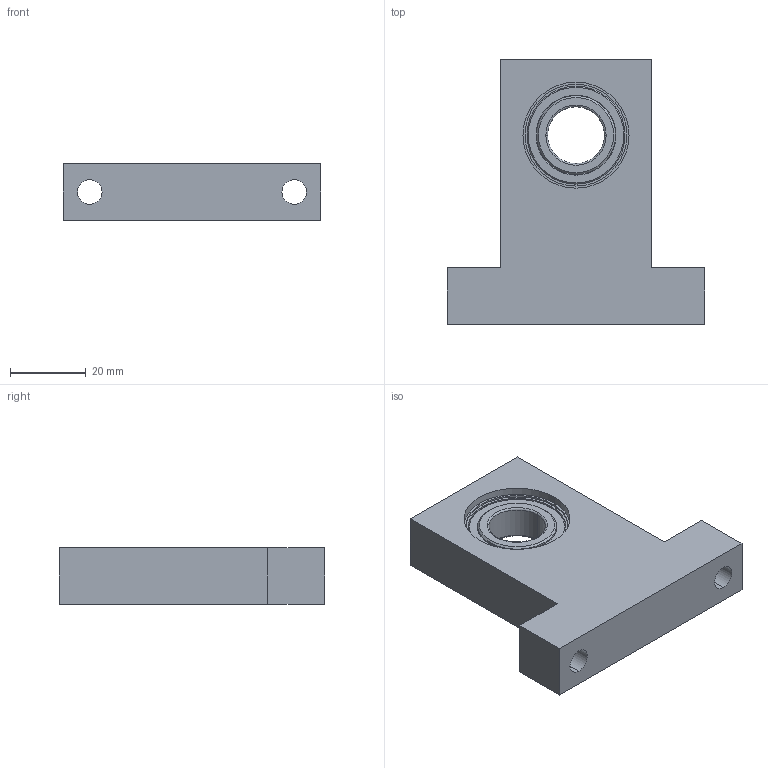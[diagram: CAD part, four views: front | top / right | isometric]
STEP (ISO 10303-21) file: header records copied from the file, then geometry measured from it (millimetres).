
FILE_DESCRIPTION (( 'STEP AP214' ), '1' );
FILE_NAME ('1711021514546.step', '2024-03-21T11:45:18', ( '' ), ( 'Aliyun' ), 'STEP 2.0', 'fa-part.com', '' );
FILE_SCHEMA (( 'AUTOMOTIVE_DESIGN' ));
Length unit declared in the file: millimetre
Products named in the file (4): ���3^1711021514546; ���1^1711021514546; 1711021514546; ���2^1711021514546
Assembly tree (3 placements, depth 2):
  1711021514546
    ���1^1711021514546
    ���2^1711021514546
    ���3^1711021514546
Bounding box: 68 x 70 x 15 mm (x, y, z)
Volume: 40326.2 mm3; surface area: 16349.1 mm2
Topology: 3 solids, 3 shells, 106 faces, 235 edges, 146 vertices
Faces by surface type: cylinder 51, plane 27, cone 16, torus 12
Entity records: 3139 total; most frequent: DIRECTION 597, CARTESIAN_POINT 493, ORIENTED_EDGE 470, AXIS2_PLACEMENT_3D 250, EDGE_CURVE 235, VERTEX_POINT 146, CIRCLE 138, EDGE_LOOP 129
